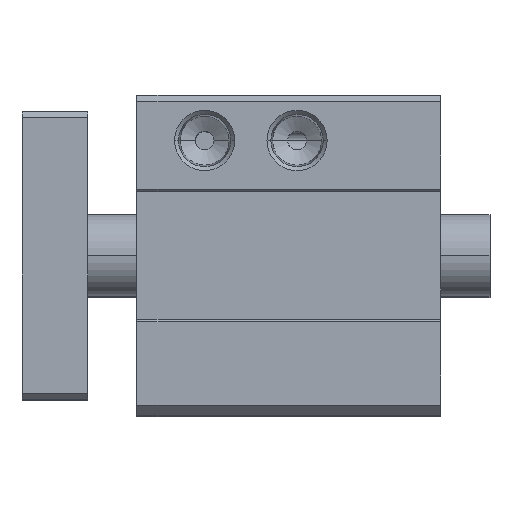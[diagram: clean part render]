
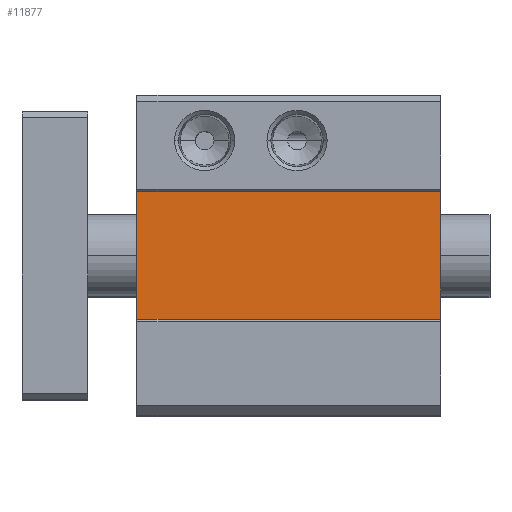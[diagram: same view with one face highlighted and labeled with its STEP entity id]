
A CAD part, top view. The second image highlights one B-rep face of the part: STEP entity #11877.
In plain terms, the highlighted planar face has unit normal (0, 0, 1).
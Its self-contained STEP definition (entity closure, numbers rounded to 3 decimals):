
#354 = CARTESIAN_POINT ( 'NONE',  ( 0., 15.5, 80.4 ) ) ;
#385 = VERTEX_POINT ( 'NONE', #1208 ) ;
#653 = ORIENTED_EDGE ( 'NONE', *, *, #4548, .F. ) ;
#695 = CARTESIAN_POINT ( 'NONE',  ( 0., 15.5, 80.4 ) ) ;
#924 = DIRECTION ( 'NONE',  ( 1., 0., 0. ) ) ;
#1003 = VERTEX_POINT ( 'NONE', #3719 ) ;
#1208 = CARTESIAN_POINT ( 'NONE',  ( 0., -15.5, 80.4 ) ) ;
#1599 = EDGE_CURVE ( 'NONE', #9784, #385, #3256, .T. ) ;
#3256 = LINE ( 'NONE', #6066, #11473 ) ;
#3719 = CARTESIAN_POINT ( 'NONE',  ( 74., 15.5, 80.4 ) ) ;
#4025 = LINE ( 'NONE', #354, #11513 ) ;
#4139 = AXIS2_PLACEMENT_3D ( 'NONE', #11199, #10008, #924 ) ;
#4548 = EDGE_CURVE ( 'NONE', #6162, #385, #4819, .T. ) ;
#4819 = LINE ( 'NONE', #6008, #5536 ) ;
#5110 = FACE_OUTER_BOUND ( 'NONE', #6504, .T. ) ;
#5272 = CARTESIAN_POINT ( 'NONE',  ( 74., -15.5, 80.4 ) ) ;
#5536 = VECTOR ( 'NONE', #13013, 1000. ) ;
#5543 = LINE ( 'NONE', #5272, #11555 ) ;
#6008 = CARTESIAN_POINT ( 'NONE',  ( 0., -15.5, 80.4 ) ) ;
#6066 = CARTESIAN_POINT ( 'NONE',  ( 0., -15.5, 80.4 ) ) ;
#6162 = VERTEX_POINT ( 'NONE', #7976 ) ;
#6504 = EDGE_LOOP ( 'NONE', ( #12815, #653, #12946, #8706 ) ) ;
#7092 = EDGE_CURVE ( 'NONE', #9784, #1003, #4025, .T. ) ;
#7161 = PLANE ( 'NONE',  #4139 ) ;
#7976 = CARTESIAN_POINT ( 'NONE',  ( 74., -15.5, 80.4 ) ) ;
#8460 = DIRECTION ( 'NONE',  ( 0., 1., 0. ) ) ;
#8706 = ORIENTED_EDGE ( 'NONE', *, *, #7092, .F. ) ;
#8741 = EDGE_CURVE ( 'NONE', #6162, #1003, #5543, .T. ) ;
#9292 = DIRECTION ( 'NONE',  ( 0., -1., 0. ) ) ;
#9784 = VERTEX_POINT ( 'NONE', #695 ) ;
#10008 = DIRECTION ( 'NONE',  ( 0., 0., 1. ) ) ;
#10362 = DIRECTION ( 'NONE',  ( 1., 0., 0. ) ) ;
#11199 = CARTESIAN_POINT ( 'NONE',  ( 0., -15.5, 80.4 ) ) ;
#11473 = VECTOR ( 'NONE', #9292, 1000. ) ;
#11513 = VECTOR ( 'NONE', #10362, 1000. ) ;
#11555 = VECTOR ( 'NONE', #8460, 1000. ) ;
#11877 = ADVANCED_FACE ( 'NONE', ( #5110 ), #7161, .T. ) ;
#12815 = ORIENTED_EDGE ( 'NONE', *, *, #1599, .T. ) ;
#12946 = ORIENTED_EDGE ( 'NONE', *, *, #8741, .T. ) ;
#13013 = DIRECTION ( 'NONE',  ( -1., 0., 0. ) ) ;
